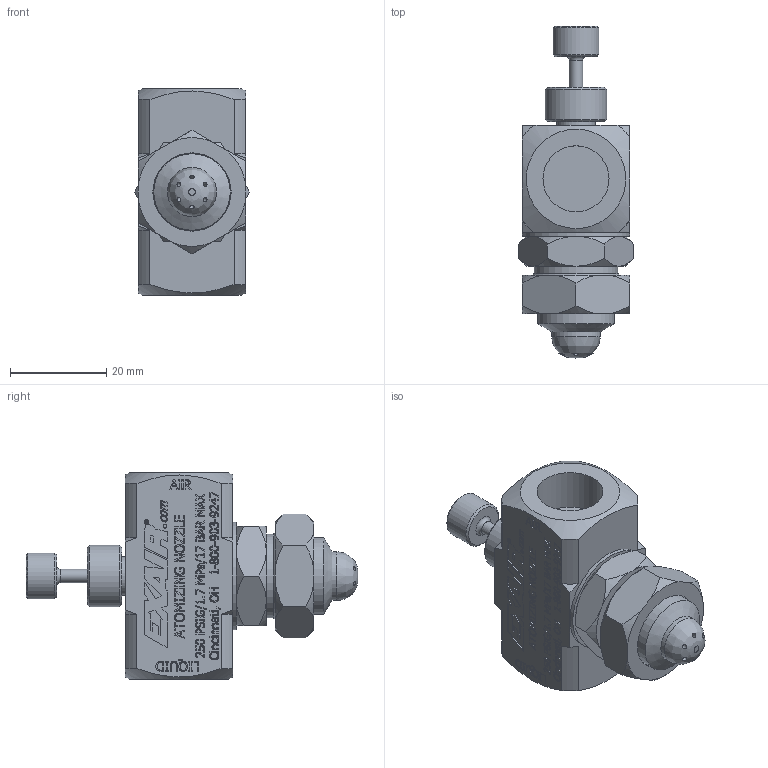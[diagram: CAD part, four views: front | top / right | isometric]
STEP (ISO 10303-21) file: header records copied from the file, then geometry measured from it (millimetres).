
FILE_DESCRIPTION((''),'2;1');
FILE_NAME('AW1020SS.stp','2011-04-13T13:39:33',('Michael Witt'),(''),'Autodesk Inventor 2011','Autodesk Inventor 2011','');
FILE_SCHEMA(('AUTOMOTIVE_DESIGN { 1 0 10303 214 1 1 1 1 }'));
Length unit declared in the file: inch
Products named in the file (1): AW1020SS for assembly_Shrinkwrap_1
Bounding box: 23.83 x 68.9 x 42.86 mm (x, y, z)
Volume: 26649.9 mm3; surface area: 8599.3 mm2
Topology: 1 solids, 2 shells, 1344 faces, 3608 edges, 2404 vertices
Faces by surface type: plane 815, bspline 445, cone 52, cylinder 31, torus 1
Full cylindrical faces by diameter (mm): 0.914 x6, 2.794 x2, 3.353 x1, 4.143 x1, 4.166 x1, 7.938 x1, 9.525 x2, 10.16 x1, 12.7 x1, 13.716 x2, 15.875 x1, 16.256 x1, 17.277 x1, 19.05 x1, 22.225 x1
Entity records: 44209 total; most frequent: CARTESIAN_POINT 13948, ORIENTED_EDGE 7100, DIRECTION 4459, EDGE_CURVE 3550, VECTOR 2491, LINE 2491, VERTEX_POINT 2386, EDGE_LOOP 1520
